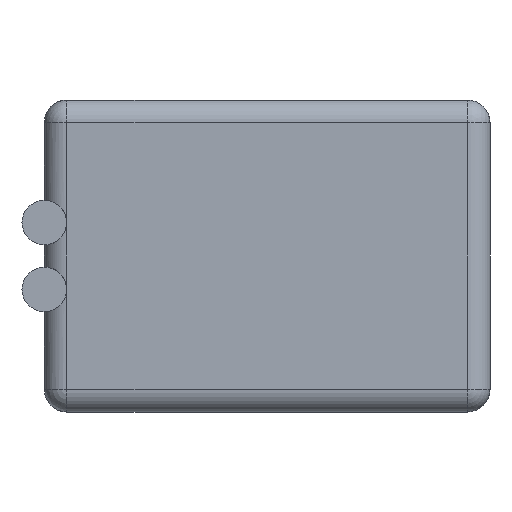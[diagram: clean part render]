
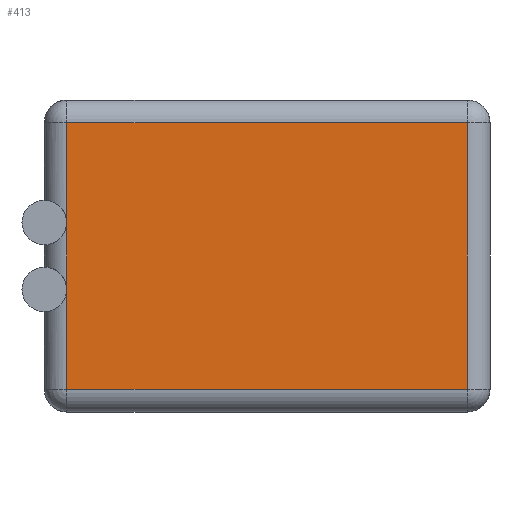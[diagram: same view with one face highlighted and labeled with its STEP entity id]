
A CAD part, front view. The second image highlights one B-rep face of the part: STEP entity #413.
In plain terms, the highlighted planar face has unit normal (0, -1, 0).
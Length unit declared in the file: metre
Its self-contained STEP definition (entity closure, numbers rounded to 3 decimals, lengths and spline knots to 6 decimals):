
#30=PLANE('',#500);
#94=ORIENTED_EDGE('',*,*,#186,.T.);
#95=ORIENTED_EDGE('',*,*,#207,.T.);
#96=ORIENTED_EDGE('',*,*,#208,.T.);
#97=ORIENTED_EDGE('',*,*,#209,.T.);
#186=EDGE_CURVE('',#245,#244,#272,.T.);
#207=EDGE_CURVE('',#244,#262,#291,.F.);
#208=EDGE_CURVE('',#262,#263,#292,.F.);
#209=EDGE_CURVE('',#263,#245,#293,.T.);
#244=VERTEX_POINT('',#723);
#245=VERTEX_POINT('',#725);
#262=VERTEX_POINT('',#778);
#263=VERTEX_POINT('',#780);
#272=LINE('',#724,#300);
#291=LINE('',#777,#319);
#292=LINE('',#779,#320);
#293=LINE('',#781,#321);
#300=VECTOR('',#561,1.);
#319=VECTOR('',#592,1.);
#320=VECTOR('',#593,1.);
#321=VECTOR('',#594,1.);
#331=EDGE_LOOP('',(#94,#95,#96,#97));
#365=FACE_BOUND('',#331,.T.);
#413=ADVANCED_FACE('',(#365),#30,.T.);
#500=AXIS2_PLACEMENT_3D('',#776,#590,#591);
#561=DIRECTION('',(0.,0.,-1.));
#590=DIRECTION('',(0.,-1.,0.));
#591=DIRECTION('',(1.,0.,0.));
#592=DIRECTION('',(-1.,0.,0.));
#593=DIRECTION('',(0.,0.,-1.));
#594=DIRECTION('',(-1.,0.,0.));
#723=CARTESIAN_POINT('',(-0.02246,-0.15,-0.01496));
#724=CARTESIAN_POINT('',(-0.02246,-0.15,-0.0175));
#725=CARTESIAN_POINT('',(-0.02246,-0.15,0.01496));
#776=CARTESIAN_POINT('',(0.,-0.15,0.));
#777=CARTESIAN_POINT('',(0.,-0.15,-0.01496));
#778=CARTESIAN_POINT('',(0.02246,-0.15,-0.01496));
#779=CARTESIAN_POINT('',(0.02246,-0.15,0.));
#780=CARTESIAN_POINT('',(0.02246,-0.15,0.01496));
#781=CARTESIAN_POINT('',(-0.025,-0.15,0.01496));
